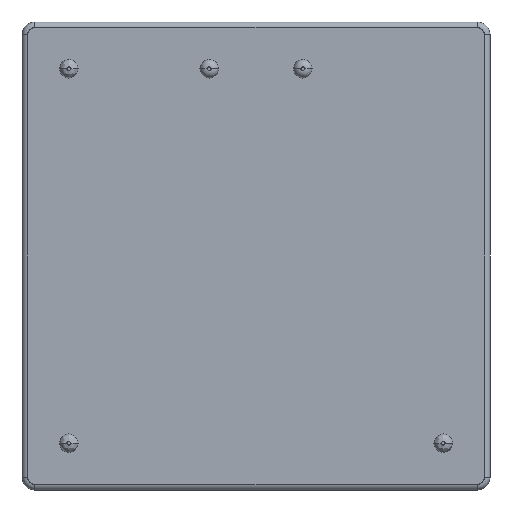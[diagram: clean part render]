
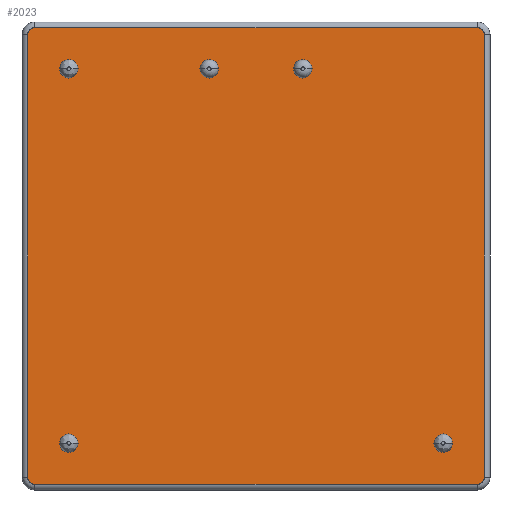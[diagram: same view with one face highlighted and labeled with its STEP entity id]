
A CAD part, front view. The second image highlights one B-rep face of the part: STEP entity #2023.
In plain terms, the highlighted planar face has unit normal (0, -1, 0).
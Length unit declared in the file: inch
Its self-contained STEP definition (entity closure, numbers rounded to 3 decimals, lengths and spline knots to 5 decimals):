
#1 = ORIENTED_EDGE ( 'NONE', *, *, #186, .F. ) ;
#18 = CARTESIAN_POINT ( 'NONE',  ( -0.48819, -0.01968, 0.47244 ) ) ;
#23 = CARTESIAN_POINT ( 'NONE',  ( -0.47244, -0.01968, -0.48819 ) ) ;
#137 = ORIENTED_EDGE ( 'NONE', *, *, #2422, .T. ) ;
#186 = EDGE_CURVE ( 'NONE', #2327, #1574, #2187, .T. ) ;
#189 = VERTEX_POINT ( 'NONE', #1298 ) ;
#218 = CARTESIAN_POINT ( 'NONE',  ( 0.48819, -0.01968, -0.47244 ) ) ;
#292 = CARTESIAN_POINT ( 'NONE',  ( -0.48819, -0.01968, 0.47244 ) ) ;
#312 = CARTESIAN_POINT ( 'NONE',  ( 0.15748, -0.01968, 0.48819 ) ) ;
#372 = CARTESIAN_POINT ( 'NONE',  ( 0.48819, -0.01968, -0.15748 ) ) ;
#440 = CARTESIAN_POINT ( 'NONE',  ( -0.48819, -0.01968, 0.47244 ) ) ;
#485 = DIRECTION ( 'NONE',  ( 1., 0., 0. ) ) ;
#504 = B_SPLINE_CURVE_WITH_KNOTS ( 'NONE', 3,
 ( #1356, #2404, #2141, #3170 ),
 .UNSPECIFIED., .F., .F.,
 ( 4, 4 ),
 ( 0., 1. ),
 .UNSPECIFIED. ) ;
#588 = CARTESIAN_POINT ( 'NONE',  ( 0.48649, -0.01969, 0.48066 ) ) ;
#639 = CARTESIAN_POINT ( 'NONE',  ( 0.48066, -0.01969, 0.48649 ) ) ;
#666 = CARTESIAN_POINT ( 'NONE',  ( -0.47244, -0.01968, -0.48819 ) ) ;
#694 = CARTESIAN_POINT ( 'NONE',  ( -0.48649, -0.01969, -0.48066 ) ) ;
#785 = CARTESIAN_POINT ( 'NONE',  ( -0.47656, -0.01969, 0.48819 ) ) ;
#906 = CARTESIAN_POINT ( 'NONE',  ( 0.48819, -0.01969, 0.47656 ) ) ;
#946 = CARTESIAN_POINT ( 'NONE',  ( -0.47656, -0.01969, -0.48819 ) ) ;
#960 = CARTESIAN_POINT ( 'NONE',  ( 0.47656, -0.01969, -0.48819 ) ) ;
#967 = CARTESIAN_POINT ( 'NONE',  ( -0.48066, -0.01969, -0.48649 ) ) ;
#1006 = B_SPLINE_CURVE_WITH_KNOTS ( 'NONE', 3,
 ( #3207, #1619, #639, #588, #906, #1381 ),
 .UNSPECIFIED., .F., .F.,
 ( 4, 2, 4 ),
 ( 0., 0.5, 1. ),
 .UNSPECIFIED. ) ;
#1012 = CARTESIAN_POINT ( 'NONE',  ( -0.48819, -0.01969, 0.47656 ) ) ;
#1088 = DIRECTION ( 'NONE',  ( 0., 1., 0. ) ) ;
#1146 = CARTESIAN_POINT ( 'NONE',  ( -0.47244, -0.01968, 0.48819 ) ) ;
#1207 = EDGE_CURVE ( 'NONE', #2430, #2300, #1006, .T. ) ;
#1217 = CARTESIAN_POINT ( 'NONE',  ( -0.48819, -0.01968, -0.47244 ) ) ;
#1298 = CARTESIAN_POINT ( 'NONE',  ( -0.48819, -0.01968, -0.47244 ) ) ;
#1324 = ORIENTED_EDGE ( 'NONE', *, *, #1442, .T. ) ;
#1356 = CARTESIAN_POINT ( 'NONE',  ( -0.47244, -0.01968, -0.48819 ) ) ;
#1372 = ORIENTED_EDGE ( 'NONE', *, *, #1504, .F. ) ;
#1381 = CARTESIAN_POINT ( 'NONE',  ( 0.48819, -0.01968, 0.47244 ) ) ;
#1408 = CARTESIAN_POINT ( 'NONE',  ( 0.48819, -0.01968, 0.15748 ) ) ;
#1442 = EDGE_CURVE ( 'NONE', #2430, #1574, #3036, .T. ) ;
#1504 = EDGE_CURVE ( 'NONE', #2065, #189, #3003, .T. ) ;
#1574 = VERTEX_POINT ( 'NONE', #2457 ) ;
#1609 = VERTEX_POINT ( 'NONE', #218 ) ;
#1619 = CARTESIAN_POINT ( 'NONE',  ( 0.47656, -0.01969, 0.48819 ) ) ;
#1659 = CARTESIAN_POINT ( 'NONE',  ( 0.48819, -0.01968, -0.47244 ) ) ;
#1793 = ORIENTED_EDGE ( 'NONE', *, *, #1844, .F. ) ;
#1802 = CARTESIAN_POINT ( 'NONE',  ( -0.48066, -0.01969, 0.48649 ) ) ;
#1843 = ORIENTED_EDGE ( 'NONE', *, *, #1207, .F. ) ;
#1844 = EDGE_CURVE ( 'NONE', #1609, #2971, #3122, .T. ) ;
#1885 = CARTESIAN_POINT ( 'NONE',  ( -0.15748, -0.01968, 0.48819 ) ) ;
#1936 = CARTESIAN_POINT ( 'NONE',  ( 0.48819, -0.01968, 0.47244 ) ) ;
#1951 = CARTESIAN_POINT ( 'NONE',  ( 0.48819, -0.01969, -0.47656 ) ) ;
#2011 = CARTESIAN_POINT ( 'NONE',  ( -0.48819, -0.01969, -0.47656 ) ) ;
#2023 = ADVANCED_FACE ( 'NONE', ( #2428 ), #2174, .F. ) ;
#2031 = CARTESIAN_POINT ( 'NONE',  ( 0., -0.01968, 0. ) ) ;
#2032 = CARTESIAN_POINT ( 'NONE',  ( 0.47244, -0.01968, -0.48819 ) ) ;
#2049 = CARTESIAN_POINT ( 'NONE',  ( -0.48649, -0.01969, 0.48066 ) ) ;
#2065 = VERTEX_POINT ( 'NONE', #23 ) ;
#2141 = CARTESIAN_POINT ( 'NONE',  ( 0.15748, -0.01968, -0.48819 ) ) ;
#2161 = CARTESIAN_POINT ( 'NONE',  ( 0.47244, -0.01968, 0.48819 ) ) ;
#2174 = PLANE ( 'NONE',  #3249 ) ;
#2187 = B_SPLINE_CURVE_WITH_KNOTS ( 'NONE', 3,
 ( #18, #1012, #2049, #1802, #785, #2830 ),
 .UNSPECIFIED., .F., .F.,
 ( 4, 2, 4 ),
 ( 0., 0.5, 1. ),
 .UNSPECIFIED. ) ;
#2235 = CARTESIAN_POINT ( 'NONE',  ( 0.48649, -0.01969, -0.48066 ) ) ;
#2252 = CARTESIAN_POINT ( 'NONE',  ( 0.47244, -0.01968, -0.48819 ) ) ;
#2264 = CARTESIAN_POINT ( 'NONE',  ( -0.48819, -0.01968, -0.15748 ) ) ;
#2267 = ORIENTED_EDGE ( 'NONE', *, *, #2598, .T. ) ;
#2300 = VERTEX_POINT ( 'NONE', #2356 ) ;
#2327 = VERTEX_POINT ( 'NONE', #292 ) ;
#2356 = CARTESIAN_POINT ( 'NONE',  ( 0.48819, -0.01968, 0.47244 ) ) ;
#2404 = CARTESIAN_POINT ( 'NONE',  ( -0.15748, -0.01968, -0.48819 ) ) ;
#2410 = ORIENTED_EDGE ( 'NONE', *, *, #2553, .T. ) ;
#2422 = EDGE_CURVE ( 'NONE', #1609, #2300, #2861, .T. ) ;
#2423 = CARTESIAN_POINT ( 'NONE',  ( 0.47244, -0.01968, 0.48819 ) ) ;
#2428 = FACE_OUTER_BOUND ( 'NONE', #2681, .T. ) ;
#2430 = VERTEX_POINT ( 'NONE', #2161 ) ;
#2457 = CARTESIAN_POINT ( 'NONE',  ( -0.47244, -0.01968, 0.48819 ) ) ;
#2470 = CARTESIAN_POINT ( 'NONE',  ( 0.48819, -0.01968, -0.47244 ) ) ;
#2477 = CARTESIAN_POINT ( 'NONE',  ( -0.48819, -0.01968, 0.15748 ) ) ;
#2495 = CARTESIAN_POINT ( 'NONE',  ( 0.48066, -0.01969, -0.48649 ) ) ;
#2527 = CARTESIAN_POINT ( 'NONE',  ( -0.48819, -0.01968, -0.47244 ) ) ;
#2553 = EDGE_CURVE ( 'NONE', #2065, #2971, #504, .T. ) ;
#2598 = EDGE_CURVE ( 'NONE', #2327, #189, #2633, .T. ) ;
#2633 = B_SPLINE_CURVE_WITH_KNOTS ( 'NONE', 3,
 ( #440, #2477, #2264, #2527 ),
 .UNSPECIFIED., .F., .F.,
 ( 4, 4 ),
 ( 0., 1. ),
 .UNSPECIFIED. ) ;
#2681 = EDGE_LOOP ( 'NONE', ( #1324, #1, #2267, #1372, #2410, #1793, #137, #1843 ) ) ;
#2830 = CARTESIAN_POINT ( 'NONE',  ( -0.47244, -0.01968, 0.48819 ) ) ;
#2861 = B_SPLINE_CURVE_WITH_KNOTS ( 'NONE', 3,
 ( #1659, #372, #1408, #1936 ),
 .UNSPECIFIED., .F., .F.,
 ( 4, 4 ),
 ( 0., 1. ),
 .UNSPECIFIED. ) ;
#2971 = VERTEX_POINT ( 'NONE', #2032 ) ;
#3003 = B_SPLINE_CURVE_WITH_KNOTS ( 'NONE', 3,
 ( #666, #946, #967, #694, #2011, #1217 ),
 .UNSPECIFIED., .F., .F.,
 ( 4, 2, 4 ),
 ( 0., 0.5, 1. ),
 .UNSPECIFIED. ) ;
#3036 = B_SPLINE_CURVE_WITH_KNOTS ( 'NONE', 3,
 ( #2423, #312, #1885, #1146 ),
 .UNSPECIFIED., .F., .F.,
 ( 4, 4 ),
 ( 0., 1. ),
 .UNSPECIFIED. ) ;
#3122 = B_SPLINE_CURVE_WITH_KNOTS ( 'NONE', 3,
 ( #2470, #1951, #2235, #2495, #960, #2252 ),
 .UNSPECIFIED., .F., .F.,
 ( 4, 2, 4 ),
 ( 0., 0.5, 1. ),
 .UNSPECIFIED. ) ;
#3170 = CARTESIAN_POINT ( 'NONE',  ( 0.47244, -0.01968, -0.48819 ) ) ;
#3207 = CARTESIAN_POINT ( 'NONE',  ( 0.47244, -0.01968, 0.48819 ) ) ;
#3249 = AXIS2_PLACEMENT_3D ( 'NONE', #2031, #1088, #485 ) ;
